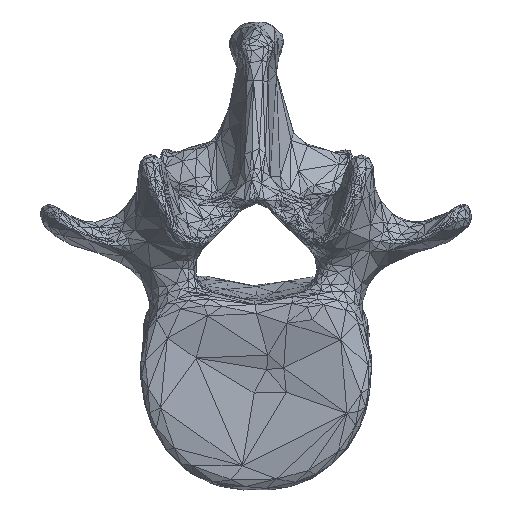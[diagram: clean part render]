
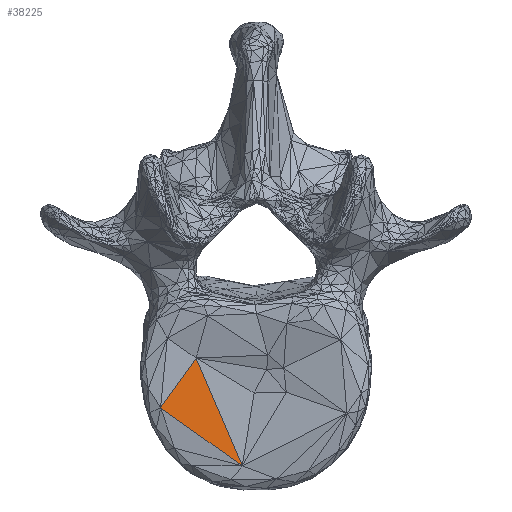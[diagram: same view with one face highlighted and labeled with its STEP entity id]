
A CAD part, top view. The second image highlights one B-rep face of the part: STEP entity #38225.
In plain terms, the highlighted planar face has unit normal (0.136, 0.006, 0.991).
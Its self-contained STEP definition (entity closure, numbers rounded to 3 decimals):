
#2233=FACE_OUTER_BOUND('',#5505,.T.);
#5505=EDGE_LOOP('',(#29573,#29574,#29575));
#9954=LINE('',#60812,#14862);
#9961=LINE('',#60826,#14869);
#9962=LINE('',#60827,#14870);
#14862=VECTOR('',#50394,21.53);
#14869=VECTOR('',#50407,11.276);
#14870=VECTOR('',#50408,18.478);
#17374=VERTEX_POINT('',#59692);
#17555=VERTEX_POINT('',#60810);
#17558=VERTEX_POINT('',#60820);
#21406=EDGE_CURVE('',#17374,#17555,#9954,.T.);
#21413=EDGE_CURVE('',#17558,#17555,#9961,.T.);
#21414=EDGE_CURVE('',#17374,#17558,#9962,.T.);
#29573=ORIENTED_EDGE('',*,*,#21406,.T.);
#29574=ORIENTED_EDGE('',*,*,#21413,.F.);
#29575=ORIENTED_EDGE('',*,*,#21414,.F.);
#34953=PLANE('',#41511);
#38225=ADVANCED_FACE('',(#2233),#34953,.T.);
#41511=AXIS2_PLACEMENT_3D('',#60825,#50405,#50406);
#50394=DIRECTION('',(-0.393,0.918,0.049));
#50405=DIRECTION('center_axis',(0.136,0.006,0.991));
#50406=DIRECTION('ref_axis',(0.991,0.,-0.136));
#50407=DIRECTION('',(0.578,0.811,-0.084));
#50408=DIRECTION('',(-0.811,0.575,0.108));
#59692=CARTESIAN_POINT('',(-3.191,-110.936,1002.7));
#60810=CARTESIAN_POINT('',(-11.658,-91.168,1003.75));
#60812=CARTESIAN_POINT('',(-3.191,-110.936,1002.7));
#60820=CARTESIAN_POINT('',(-18.18,-100.317,1004.7));
#60825=CARTESIAN_POINT('Origin',(135.195,5.69,982.992));
#60826=CARTESIAN_POINT('',(-18.18,-100.317,1004.7));
#60827=CARTESIAN_POINT('',(-3.191,-110.936,1002.7));
